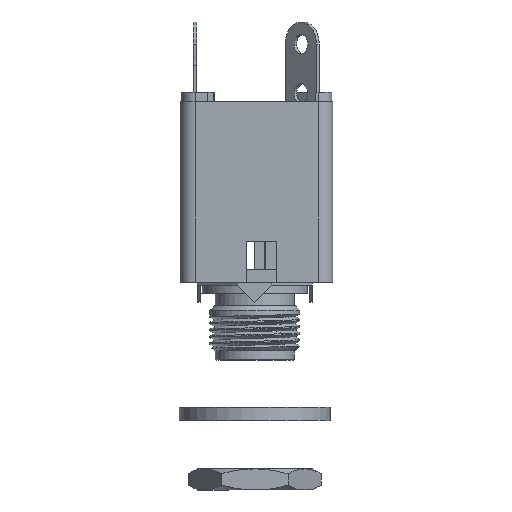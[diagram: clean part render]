
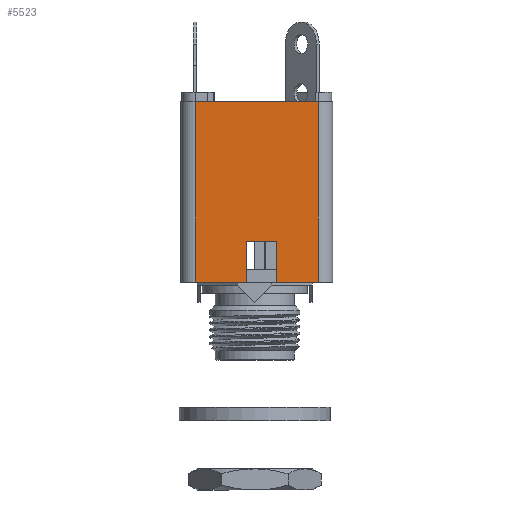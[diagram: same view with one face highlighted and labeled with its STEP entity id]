
A CAD part, left-side view. The second image highlights one B-rep face of the part: STEP entity #5523.
In plain terms, the highlighted planar face has unit normal (-1, 0, 0).
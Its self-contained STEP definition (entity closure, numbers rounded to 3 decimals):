
#312=CARTESIAN_POINT('',(-7.9,6.417,0.0));
#313=VERTEX_POINT('',#312);
#321=CARTESIAN_POINT('',(-7.9,-6.383,0.0));
#322=VERTEX_POINT('',#321);
#323=CARTESIAN_POINT('',(-7.9,-6.383,0.0));
#324=DIRECTION('',(0.0,1.0,0.0));
#325=VECTOR('',#324,12.8);
#326=LINE('',#323,#325);
#327=EDGE_CURVE('',#322,#313,#326,.T.);
#1049=CARTESIAN_POINT('',(-7.9,-2.083,-14.6));
#1050=VERTEX_POINT('',#1049);
#1057=CARTESIAN_POINT('',(-7.9,1.117,-14.6));
#1058=VERTEX_POINT('',#1057);
#1059=CARTESIAN_POINT('',(-7.9,1.117,-14.6));
#1060=DIRECTION('',(0.0,-1.0,0.0));
#1061=VECTOR('',#1060,3.2);
#1062=LINE('',#1059,#1061);
#1063=EDGE_CURVE('',#1058,#1050,#1062,.T.);
#1317=CARTESIAN_POINT('',(-7.9,-6.383,-18.8));
#1318=VERTEX_POINT('',#1317);
#1326=CARTESIAN_POINT('',(-7.9,-2.083,-18.8));
#1327=VERTEX_POINT('',#1326);
#1328=CARTESIAN_POINT('',(-7.9,-6.383,-18.8));
#1329=DIRECTION('',(0.0,1.0,0.0));
#1330=VECTOR('',#1329,4.3);
#1331=LINE('',#1328,#1330);
#1332=EDGE_CURVE('',#1318,#1327,#1331,.T.);
#1350=CARTESIAN_POINT('',(-7.9,1.117,-18.8));
#1351=VERTEX_POINT('',#1350);
#1358=CARTESIAN_POINT('',(-7.9,6.417,-18.8));
#1359=VERTEX_POINT('',#1358);
#1360=CARTESIAN_POINT('',(-7.9,1.117,-18.8));
#1361=DIRECTION('',(0.0,1.0,0.0));
#1362=VECTOR('',#1361,5.3);
#1363=LINE('',#1360,#1362);
#1364=EDGE_CURVE('',#1351,#1359,#1363,.T.);
#5477=CARTESIAN_POINT('',(-7.9,1.117,-18.8));
#5478=DIRECTION('',(0.0,0.0,1.0));
#5479=VECTOR('',#5478,4.2);
#5480=LINE('',#5477,#5479);
#5481=EDGE_CURVE('',#1351,#1058,#5480,.T.);
#5493=CARTESIAN_POINT('',(-7.9,6.417,0.0));
#5494=DIRECTION('',(-1.0,0.0,0.0));
#5495=DIRECTION('',(0.0,0.0,1.0));
#5496=AXIS2_PLACEMENT_3D('',#5493,#5494,#5495);
#5497=PLANE('',#5496);
#5498=ORIENTED_EDGE('',*,*,#1063,.T.);
#5499=CARTESIAN_POINT('',(-7.9,-2.083,-18.8));
#5500=DIRECTION('',(0.0,0.0,1.0));
#5501=VECTOR('',#5500,4.2);
#5502=LINE('',#5499,#5501);
#5503=EDGE_CURVE('',#1327,#1050,#5502,.T.);
#5504=ORIENTED_EDGE('',*,*,#5503,.F.);
#5505=ORIENTED_EDGE('',*,*,#1332,.F.);
#5506=CARTESIAN_POINT('',(-7.9,-6.383,-18.8));
#5507=DIRECTION('',(0.0,0.0,1.0));
#5508=VECTOR('',#5507,18.8);
#5509=LINE('',#5506,#5508);
#5510=EDGE_CURVE('',#1318,#322,#5509,.T.);
#5511=ORIENTED_EDGE('',*,*,#5510,.T.);
#5512=ORIENTED_EDGE('',*,*,#327,.T.);
#5513=CARTESIAN_POINT('',(-7.9,6.417,-18.8));
#5514=DIRECTION('',(0.0,0.0,1.0));
#5515=VECTOR('',#5514,18.8);
#5516=LINE('',#5513,#5515);
#5517=EDGE_CURVE('',#1359,#313,#5516,.T.);
#5518=ORIENTED_EDGE('',*,*,#5517,.F.);
#5519=ORIENTED_EDGE('',*,*,#1364,.F.);
#5520=ORIENTED_EDGE('',*,*,#5481,.T.);
#5521=EDGE_LOOP('',(#5498,#5504,#5505,#5511,#5512,#5518,#5519,#5520));
#5522=FACE_OUTER_BOUND('',#5521,.T.);
#5523=ADVANCED_FACE('',(#5522),#5497,.T.);
